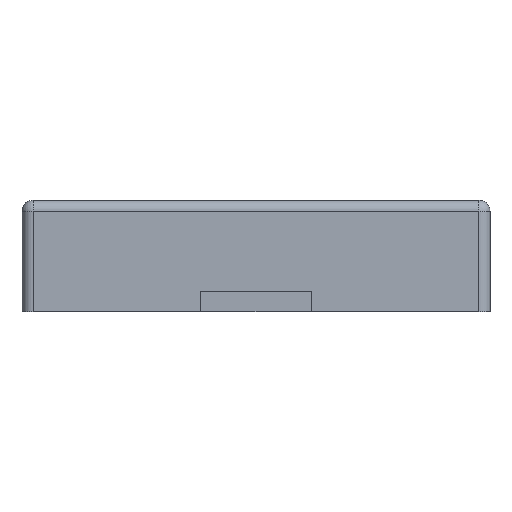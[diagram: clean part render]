
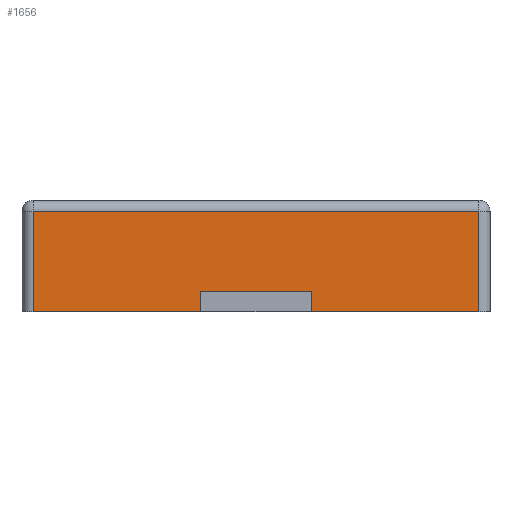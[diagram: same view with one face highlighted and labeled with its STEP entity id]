
A CAD part, left-side view. The second image highlights one B-rep face of the part: STEP entity #1656.
In plain terms, the highlighted planar face has unit normal (-1, 0, 0).
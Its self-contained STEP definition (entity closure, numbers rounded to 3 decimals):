
#7 = ORIENTED_EDGE ( 'NONE', *, *, #3036, .T. ) ;
#14 = LINE ( 'NONE', #1241, #1469 ) ;
#33 = DIRECTION ( 'NONE',  ( 0., 0., 1. ) ) ;
#119 = DIRECTION ( 'NONE',  ( 0., 1., 0. ) ) ;
#127 = DIRECTION ( 'NONE',  ( 0., 0., -1. ) ) ;
#263 = ORIENTED_EDGE ( 'NONE', *, *, #4926, .T. ) ;
#345 = CARTESIAN_POINT ( 'NONE',  ( -47.211, 19.776, 1.8 ) ) ;
#390 = DIRECTION ( 'NONE',  ( 0., 1., 0. ) ) ;
#415 = LINE ( 'NONE', #345, #1057 ) ;
#465 = VECTOR ( 'NONE', #33, 1000. ) ;
#552 = EDGE_LOOP ( 'NONE', ( #263, #1622, #1729, #827, #1078, #3773, #7, #4070 ) ) ;
#557 = VERTEX_POINT ( 'NONE', #4507 ) ;
#583 = LINE ( 'NONE', #3023, #2460 ) ;
#681 = DIRECTION ( 'NONE',  ( 0., 0., -1. ) ) ;
#784 = CARTESIAN_POINT ( 'NONE',  ( -47.211, 44.763, 9. ) ) ;
#794 = VECTOR ( 'NONE', #4019, 1000. ) ;
#827 = ORIENTED_EDGE ( 'NONE', *, *, #2120, .F. ) ;
#828 = CARTESIAN_POINT ( 'NONE',  ( -47.211, 4.788, 10. ) ) ;
#925 = CARTESIAN_POINT ( 'NONE',  ( -47.211, 44.763, 10. ) ) ;
#1028 = CARTESIAN_POINT ( 'NONE',  ( -47.211, 44.763, 0. ) ) ;
#1057 = VECTOR ( 'NONE', #390, 1000. ) ;
#1078 = ORIENTED_EDGE ( 'NONE', *, *, #2518, .F. ) ;
#1127 = VERTEX_POINT ( 'NONE', #1651 ) ;
#1241 = CARTESIAN_POINT ( 'NONE',  ( -47.211, 29.776, 1.8 ) ) ;
#1338 = LINE ( 'NONE', #2599, #2025 ) ;
#1370 = PLANE ( 'NONE',  #4842 ) ;
#1420 = VERTEX_POINT ( 'NONE', #3031 ) ;
#1447 = VERTEX_POINT ( 'NONE', #4732 ) ;
#1469 = VECTOR ( 'NONE', #4751, 1000. ) ;
#1546 = LINE ( 'NONE', #828, #465 ) ;
#1622 = ORIENTED_EDGE ( 'NONE', *, *, #3776, .T. ) ;
#1651 = CARTESIAN_POINT ( 'NONE',  ( -47.211, 19.776, 1.8 ) ) ;
#1656 = ADVANCED_FACE ( 'NONE', ( #1771 ), #1370, .F. ) ;
#1705 = EDGE_CURVE ( 'NONE', #1127, #4046, #583, .T. ) ;
#1729 = ORIENTED_EDGE ( 'NONE', *, *, #2953, .T. ) ;
#1771 = FACE_OUTER_BOUND ( 'NONE', #552, .T. ) ;
#2025 = VECTOR ( 'NONE', #119, 1000. ) ;
#2120 = EDGE_CURVE ( 'NONE', #2678, #1447, #14, .T. ) ;
#2448 = CARTESIAN_POINT ( 'NONE',  ( -47.211, 45.763, 0. ) ) ;
#2452 = EDGE_CURVE ( 'NONE', #557, #1420, #1546, .T. ) ;
#2460 = VECTOR ( 'NONE', #681, 1000. ) ;
#2518 = EDGE_CURVE ( 'NONE', #1127, #2678, #415, .T. ) ;
#2599 = CARTESIAN_POINT ( 'NONE',  ( -47.211, 45.763, 9. ) ) ;
#2678 = VERTEX_POINT ( 'NONE', #4496 ) ;
#2773 = VERTEX_POINT ( 'NONE', #1028 ) ;
#2953 = EDGE_CURVE ( 'NONE', #2773, #1447, #4413, .T. ) ;
#2971 = CARTESIAN_POINT ( 'NONE',  ( -47.211, 45.763, 10. ) ) ;
#3023 = CARTESIAN_POINT ( 'NONE',  ( -47.211, 19.776, 1.8 ) ) ;
#3031 = CARTESIAN_POINT ( 'NONE',  ( -47.211, 4.788, 9. ) ) ;
#3036 = EDGE_CURVE ( 'NONE', #4046, #557, #4944, .T. ) ;
#3279 = VERTEX_POINT ( 'NONE', #784 ) ;
#3310 = VECTOR ( 'NONE', #3339, 1000. ) ;
#3339 = DIRECTION ( 'NONE',  ( 0., -1., 0. ) ) ;
#3642 = DIRECTION ( 'NONE',  ( 0., 0., -1. ) ) ;
#3773 = ORIENTED_EDGE ( 'NONE', *, *, #1705, .T. ) ;
#3776 = EDGE_CURVE ( 'NONE', #3279, #2773, #4546, .T. ) ;
#4019 = DIRECTION ( 'NONE',  ( 0., -1., 0. ) ) ;
#4046 = VERTEX_POINT ( 'NONE', #4600 ) ;
#4070 = ORIENTED_EDGE ( 'NONE', *, *, #2452, .T. ) ;
#4125 = CARTESIAN_POINT ( 'NONE',  ( -47.211, 45.763, 0. ) ) ;
#4413 = LINE ( 'NONE', #2448, #794 ) ;
#4496 = CARTESIAN_POINT ( 'NONE',  ( -47.211, 29.776, 1.8 ) ) ;
#4507 = CARTESIAN_POINT ( 'NONE',  ( -47.211, 4.788, 0. ) ) ;
#4541 = DIRECTION ( 'NONE',  ( 1., 0., 0. ) ) ;
#4546 = LINE ( 'NONE', #925, #4778 ) ;
#4600 = CARTESIAN_POINT ( 'NONE',  ( -47.211, 19.776, 0. ) ) ;
#4732 = CARTESIAN_POINT ( 'NONE',  ( -47.211, 29.776, 0. ) ) ;
#4751 = DIRECTION ( 'NONE',  ( 0., 0., -1. ) ) ;
#4778 = VECTOR ( 'NONE', #127, 1000. ) ;
#4842 = AXIS2_PLACEMENT_3D ( 'NONE', #2971, #4541, #3642 ) ;
#4926 = EDGE_CURVE ( 'NONE', #1420, #3279, #1338, .T. ) ;
#4944 = LINE ( 'NONE', #4125, #3310 ) ;
